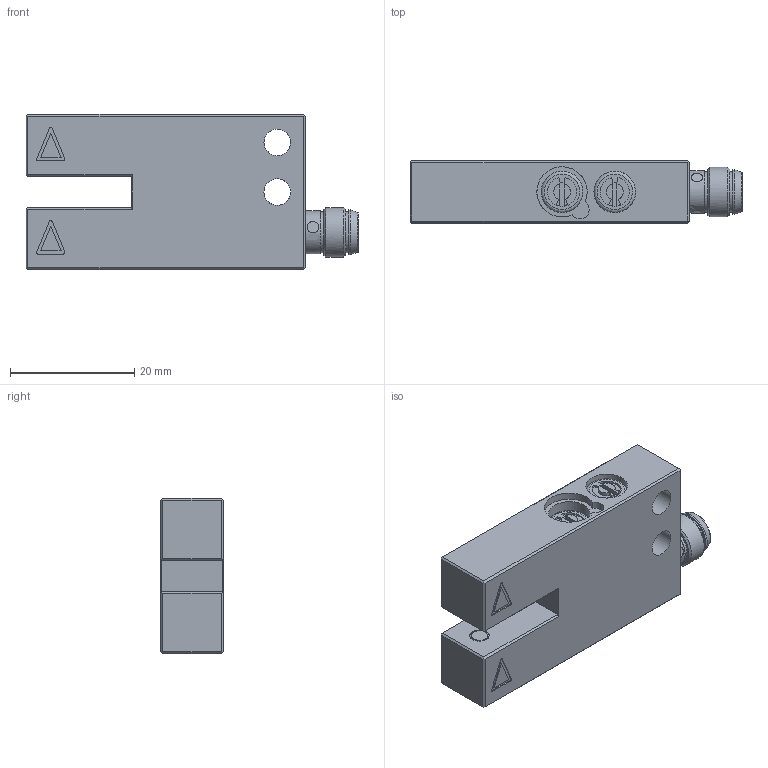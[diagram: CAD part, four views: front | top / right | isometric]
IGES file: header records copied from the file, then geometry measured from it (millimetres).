
Global section: file name: Gehäuse OGU 005x gefräst_Datenblatt,2; native system: 2HAutodesk Inventor 2019; preprocessor: unknown; author: C. Frage; organization: di-soric GmbH & Co. KG; date: 20190502.150400; units: millimetre
Bounding box: 53.5 x 10 x 25 mm (x, y, z)
Volume: 10214.8 mm3; surface area: 4768.3 mm2
Topology: 10 solids, 10 shells, 239 faces, 586 edges, 389 vertices
Faces by surface type: bspline 239
